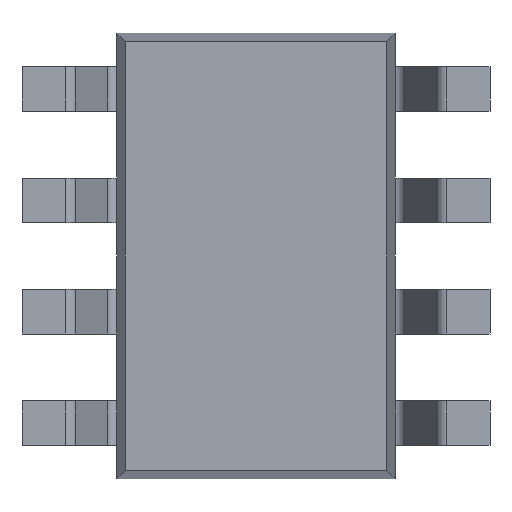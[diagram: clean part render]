
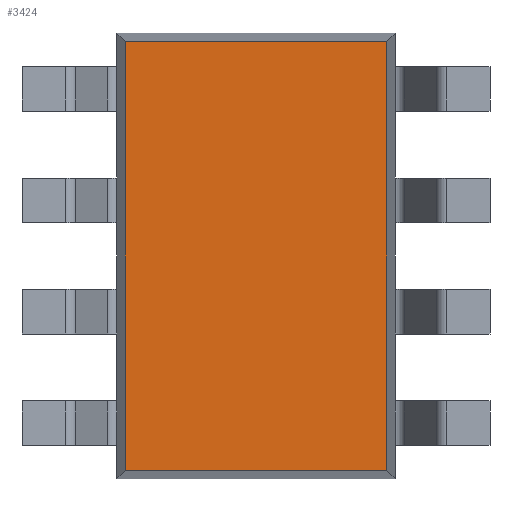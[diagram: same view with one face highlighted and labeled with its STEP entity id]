
A CAD part, front view. The second image highlights one B-rep face of the part: STEP entity #3424.
In plain terms, the highlighted planar face has unit normal (0, -1, 0).
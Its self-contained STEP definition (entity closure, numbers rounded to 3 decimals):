
#138 = VECTOR ( 'NONE', #2456, 1000. ) ;
#139 = CARTESIAN_POINT ( 'NONE',  ( 0.625, -0.45, -1. ) ) ;
#423 = LINE ( 'NONE', #823, #1004 ) ;
#433 = DIRECTION ( 'NONE',  ( 0., 0., -1. ) ) ;
#434 = EDGE_CURVE ( 'NONE', #3603, #3217, #423, .T. ) ;
#774 = CARTESIAN_POINT ( 'NONE',  ( -0.625, -0.45, -0.961 ) ) ;
#792 = AXIS2_PLACEMENT_3D ( 'NONE', #139, #2149, #433 ) ;
#823 = CARTESIAN_POINT ( 'NONE',  ( -0.625, -0.45, 0.961 ) ) ;
#903 = LINE ( 'NONE', #774, #138 ) ;
#957 = ORIENTED_EDGE ( 'NONE', *, *, #3278, .F. ) ;
#962 = ORIENTED_EDGE ( 'NONE', *, *, #434, .F. ) ;
#1004 = VECTOR ( 'NONE', #2868, 1000. ) ;
#1030 = CARTESIAN_POINT ( 'NONE',  ( -0.586, -0.45, 1. ) ) ;
#1128 = EDGE_CURVE ( 'NONE', #3436, #3603, #1354, .T. ) ;
#1188 = CARTESIAN_POINT ( 'NONE',  ( 0.586, -0.45, 1. ) ) ;
#1312 = EDGE_CURVE ( 'NONE', #1788, #3436, #903, .T. ) ;
#1354 = LINE ( 'NONE', #1030, #2792 ) ;
#1473 = DIRECTION ( 'NONE',  ( 0., 0., -1. ) ) ;
#1647 = EDGE_LOOP ( 'NONE', ( #957, #962, #2578, #3062 ) ) ;
#1788 = VERTEX_POINT ( 'NONE', #3195 ) ;
#1880 = FACE_OUTER_BOUND ( 'NONE', #1647, .T. ) ;
#1935 = VECTOR ( 'NONE', #1473, 1000. ) ;
#2021 = LINE ( 'NONE', #1188, #1935 ) ;
#2149 = DIRECTION ( 'NONE',  ( 0., -1., 0. ) ) ;
#2439 = CARTESIAN_POINT ( 'NONE',  ( -0.586, -0.45, -0.961 ) ) ;
#2456 = DIRECTION ( 'NONE',  ( -1., 0., 0. ) ) ;
#2578 = ORIENTED_EDGE ( 'NONE', *, *, #1128, .F. ) ;
#2595 = CARTESIAN_POINT ( 'NONE',  ( 0.586, -0.45, 0.961 ) ) ;
#2722 = PLANE ( 'NONE',  #792 ) ;
#2792 = VECTOR ( 'NONE', #3628, 1000. ) ;
#2820 = CARTESIAN_POINT ( 'NONE',  ( -0.586, -0.45, 0.961 ) ) ;
#2868 = DIRECTION ( 'NONE',  ( 1., 0., 0. ) ) ;
#3062 = ORIENTED_EDGE ( 'NONE', *, *, #1312, .F. ) ;
#3195 = CARTESIAN_POINT ( 'NONE',  ( 0.586, -0.45, -0.961 ) ) ;
#3217 = VERTEX_POINT ( 'NONE', #2595 ) ;
#3278 = EDGE_CURVE ( 'NONE', #3217, #1788, #2021, .T. ) ;
#3424 = ADVANCED_FACE ( 'NONE', ( #1880 ), #2722, .T. ) ;
#3436 = VERTEX_POINT ( 'NONE', #2439 ) ;
#3603 = VERTEX_POINT ( 'NONE', #2820 ) ;
#3628 = DIRECTION ( 'NONE',  ( 0., 0., 1. ) ) ;
